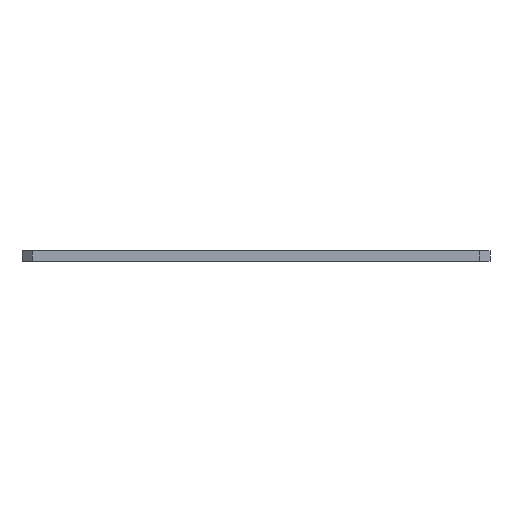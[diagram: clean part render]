
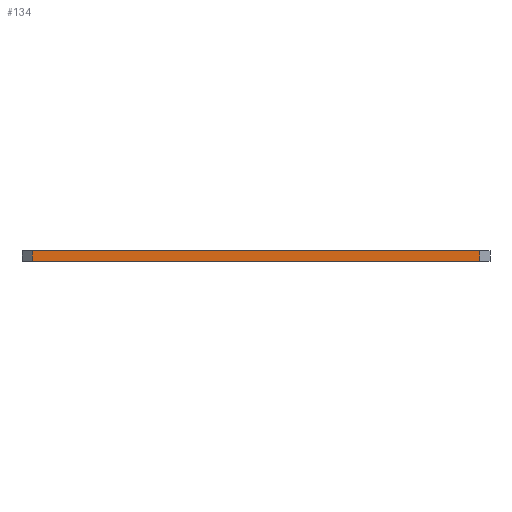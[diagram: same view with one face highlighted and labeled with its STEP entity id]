
A CAD part, front view. The second image highlights one B-rep face of the part: STEP entity #134.
In plain terms, the highlighted planar face has unit normal (0, -1, 0).
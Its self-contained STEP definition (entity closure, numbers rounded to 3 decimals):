
#8 = CARTESIAN_POINT ( 'NONE',  ( 43., -90., 0. ) ) ;
#36 = CARTESIAN_POINT ( 'NONE',  ( -43., -90., -2. ) ) ;
#52 = ORIENTED_EDGE ( 'NONE', *, *, #451, .T. ) ;
#65 = CARTESIAN_POINT ( 'NONE',  ( -45., -90., -2. ) ) ;
#89 = VERTEX_POINT ( 'NONE', #700 ) ;
#91 = DIRECTION ( 'NONE',  ( -1., 0., 0. ) ) ;
#97 = VECTOR ( 'NONE', #454, 1000. ) ;
#127 = DIRECTION ( 'NONE',  ( 0., 0., 1. ) ) ;
#134 = ADVANCED_FACE ( 'NONE', ( #233 ), #177, .F. ) ;
#177 = PLANE ( 'NONE',  #617 ) ;
#216 = VERTEX_POINT ( 'NONE', #8 ) ;
#223 = ORIENTED_EDGE ( 'NONE', *, *, #240, .F. ) ;
#233 = FACE_OUTER_BOUND ( 'NONE', #242, .T. ) ;
#236 = LINE ( 'NONE', #65, #370 ) ;
#240 = EDGE_CURVE ( 'NONE', #89, #373, #236, .T. ) ;
#242 = EDGE_LOOP ( 'NONE', ( #666, #52, #223, #575 ) ) ;
#290 = DIRECTION ( 'NONE',  ( 0., 1., 0. ) ) ;
#348 = EDGE_CURVE ( 'NONE', #89, #216, #410, .T. ) ;
#353 = CARTESIAN_POINT ( 'NONE',  ( 43., -90., -2. ) ) ;
#356 = LINE ( 'NONE', #403, #618 ) ;
#360 = LINE ( 'NONE', #36, #97 ) ;
#370 = VECTOR ( 'NONE', #593, 1000. ) ;
#373 = VERTEX_POINT ( 'NONE', #407 ) ;
#388 = CARTESIAN_POINT ( 'NONE',  ( -45., -90., -2. ) ) ;
#403 = CARTESIAN_POINT ( 'NONE',  ( -45., -90., 0. ) ) ;
#407 = CARTESIAN_POINT ( 'NONE',  ( -43., -90., -2. ) ) ;
#410 = LINE ( 'NONE', #353, #641 ) ;
#430 = EDGE_CURVE ( 'NONE', #216, #632, #356, .T. ) ;
#451 = EDGE_CURVE ( 'NONE', #632, #373, #360, .T. ) ;
#454 = DIRECTION ( 'NONE',  ( 0., 0., -1. ) ) ;
#456 = DIRECTION ( 'NONE',  ( 0., 0., 1. ) ) ;
#575 = ORIENTED_EDGE ( 'NONE', *, *, #348, .T. ) ;
#593 = DIRECTION ( 'NONE',  ( -1., 0., 0. ) ) ;
#617 = AXIS2_PLACEMENT_3D ( 'NONE', #388, #290, #127 ) ;
#618 = VECTOR ( 'NONE', #91, 1000. ) ;
#632 = VERTEX_POINT ( 'NONE', #701 ) ;
#641 = VECTOR ( 'NONE', #456, 1000. ) ;
#666 = ORIENTED_EDGE ( 'NONE', *, *, #430, .T. ) ;
#700 = CARTESIAN_POINT ( 'NONE',  ( 43., -90., -2. ) ) ;
#701 = CARTESIAN_POINT ( 'NONE',  ( -43., -90., 0. ) ) ;
